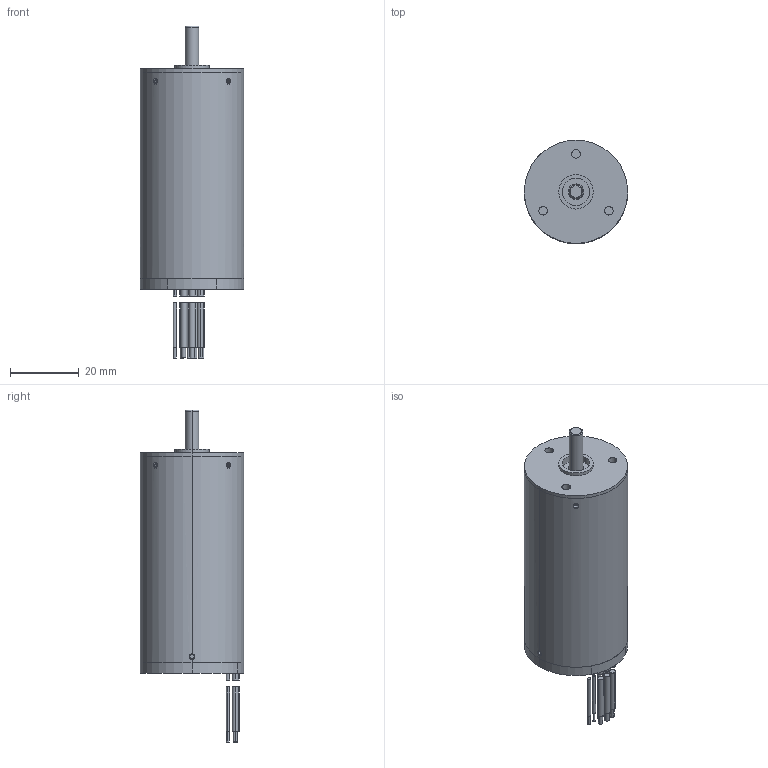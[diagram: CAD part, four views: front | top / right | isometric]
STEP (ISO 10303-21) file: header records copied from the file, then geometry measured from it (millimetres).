
FILE_DESCRIPTION (( 'STEP AP203' ), '1' );
FILE_NAME ('approval 105506412.STEP', '2020-06-10T02:43:38', ( '' ), ( '' ), 'SwSTEP 2.0', 'SolidWorks 2018', '' );
FILE_SCHEMA (( 'CONFIG_CONTROL_DESIGN' ));
Length unit declared in the file: millimetre
Products named in the file (22): 霍尔信号线(蓝色）105506412.1; 萇儂萇埭盄(窪伎) 105506412.1; 齊嫌盄繚啣(湍盄) 105506412.1; 粟俶埴翐羲諳种 M1.6x4; 蛌赽 105506412.1; R-1340HHMTRP0P13LY121; 傷盄諉盄啣(湍盄) 105506412.1; 蛌粣 105506412.1; 萇儂軞蚾 105506412; 隅赽 105506412.1; 萇儂萇埭盄(酴伎) 105506412.1; approval 105506412; 霍尔信号线(白色）105506412.1; 綴傷裔 105506412.1; 霍尔信号线(绿色）105506412.1; 齊嫌諷秶盄(綻伎) 105506412.1; ヶ傷裔 105506412.1; 齊嫌諷秶盄(窪伎) 105506412.1; 萇儂萇埭盄(綻伎) 105506412.1; 綴傷裔郪璃 105506412.1; 儂褲 105506411.1; 髦磁蝶 105506412.1
Assembly tree (27 placements, depth 5):
  approval 105506412
    萇儂軞蚾 105506412
      隅赽 105506412.1
        ヶ傷裔 105506412.1
        儂褲 105506411.1
        傷盄諉盄啣(湍盄) 105506412.1
          萇儂萇埭盄(酴伎) 105506412.1
          萇儂萇埭盄(窪伎) 105506412.1
          萇儂萇埭盄(綻伎) 105506412.1
      蛌赽 105506412.1
        蛌粣 105506412.1
      R-1340HHMTRP0P13LY121
      綴傷裔郪璃 105506412.1
        綴傷裔 105506412.1
        齊嫌盄繚啣(湍盄) 105506412.1
          齊嫌諷秶盄(窪伎) 105506412.1
          齊嫌諷秶盄(綻伎) 105506412.1
          霍尔信号线(绿色）105506412.1
          霍尔信号线(白色）105506412.1
          霍尔信号线(蓝色）105506412.1
      髦磁蝶 105506412.1
      粟俶埴翐羲諳种 M1.6x4  x6
    R-1340HHMTRP0P13LY121
Bounding box: 30 x 30 x 96.4 mm (x, y, z)
Volume: 14442.2 mm3; surface area: 19789.3 mm2
Topology: 29 solids, 29 shells, 446 faces, 971 edges, 609 vertices
Faces by surface type: cylinder 239, plane 121, torus 44, cone 42
Entity records: 12613 total; most frequent: CARTESIAN_POINT 2056, DIRECTION 1925, ORIENTED_EDGE 1494, AXIS2_PLACEMENT_3D 830, EDGE_CURVE 747, VERTEX_POINT 473, CIRCLE 442, EDGE_LOOP 422
